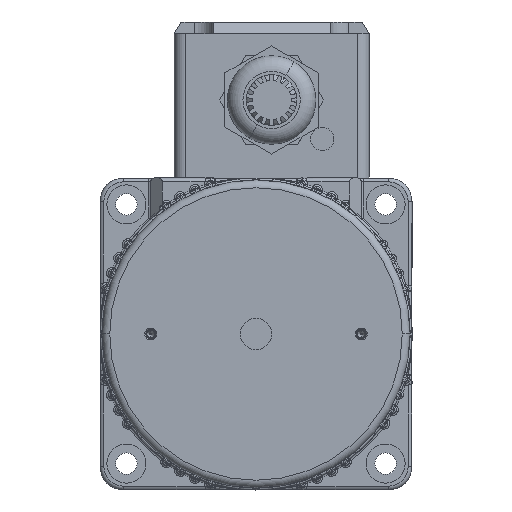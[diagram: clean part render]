
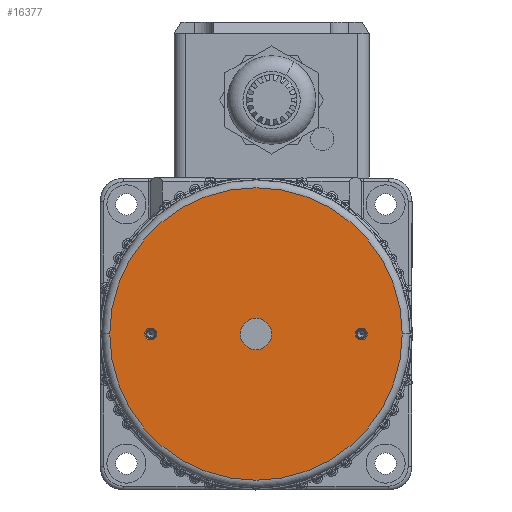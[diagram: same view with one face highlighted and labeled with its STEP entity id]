
A CAD part, front view. The second image highlights one B-rep face of the part: STEP entity #16377.
In plain terms, the highlighted face is planar.
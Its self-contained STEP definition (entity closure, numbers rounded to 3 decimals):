
#274 = CARTESIAN_POINT ( 'NONE',  ( 27., 0., 0. ) ) ;
#393 = AXIS2_PLACEMENT_3D ( 'NONE', #12056, #15014, #35547 ) ;
#599 = CARTESIAN_POINT ( 'NONE',  ( -27., 0., 0. ) ) ;
#1287 = VERTEX_POINT ( 'NONE', #23580 ) ;
#1293 = CIRCLE ( 'NONE', #31572, 1.525 ) ;
#1412 = ORIENTED_EDGE ( 'NONE', *, *, #30181, .T. ) ;
#1644 = EDGE_CURVE ( 'NONE', #18575, #1287, #2521, .T. ) ;
#1814 = DIRECTION ( 'NONE',  ( 0., 0., -1. ) ) ;
#2521 = CIRCLE ( 'NONE', #5829, 4. ) ;
#2551 = AXIS2_PLACEMENT_3D ( 'NONE', #27098, #9440, #30018 ) ;
#2613 = VERTEX_POINT ( 'NONE', #16881 ) ;
#2895 = CARTESIAN_POINT ( 'NONE',  ( -37.5, 0., 0. ) ) ;
#3227 = ORIENTED_EDGE ( 'NONE', *, *, #7836, .F. ) ;
#3251 = DIRECTION ( 'NONE',  ( 1., 0., 0. ) ) ;
#3593 = DIRECTION ( 'NONE',  ( 1., 0., 0. ) ) ;
#5054 = CIRCLE ( 'NONE', #10750, 4. ) ;
#5829 = AXIS2_PLACEMENT_3D ( 'NONE', #19482, #1814, #22423 ) ;
#6394 = EDGE_LOOP ( 'NONE', ( #14029, #3227 ) ) ;
#6770 = FACE_OUTER_BOUND ( 'NONE', #14324, .T. ) ;
#6917 = CIRCLE ( 'NONE', #2551, 37.5 ) ;
#7705 = FACE_BOUND ( 'NONE', #6394, .T. ) ;
#7836 = EDGE_CURVE ( 'NONE', #15928, #2613, #9789, .T. ) ;
#9185 = EDGE_LOOP ( 'NONE', ( #33218, #13035 ) ) ;
#9440 = DIRECTION ( 'NONE',  ( 0., 0., 1. ) ) ;
#9691 = DIRECTION ( 'NONE',  ( 0., 0., 1. ) ) ;
#9789 = CIRCLE ( 'NONE', #32685, 1.525 ) ;
#10750 = AXIS2_PLACEMENT_3D ( 'NONE', #12419, #32979, #15374 ) ;
#11035 = EDGE_CURVE ( 'NONE', #2613, #15928, #1293, .T. ) ;
#12056 = CARTESIAN_POINT ( 'NONE',  ( 0., 0., 0. ) ) ;
#12419 = CARTESIAN_POINT ( 'NONE',  ( 0., 0., 0. ) ) ;
#12558 = DIRECTION ( 'NONE',  ( 0., 0., 1. ) ) ;
#12934 = VERTEX_POINT ( 'NONE', #38054 ) ;
#13035 = ORIENTED_EDGE ( 'NONE', *, *, #1644, .T. ) ;
#13050 = CIRCLE ( 'NONE', #29177, 1.525 ) ;
#13880 = CARTESIAN_POINT ( 'NONE',  ( 37.5, 0., 0. ) ) ;
#14029 = ORIENTED_EDGE ( 'NONE', *, *, #11035, .F. ) ;
#14324 = EDGE_LOOP ( 'NONE', ( #1412, #16603 ) ) ;
#15014 = DIRECTION ( 'NONE',  ( 0., 0., 1. ) ) ;
#15374 = DIRECTION ( 'NONE',  ( -1., 0., 0. ) ) ;
#15928 = VERTEX_POINT ( 'NONE', #26888 ) ;
#16120 = DIRECTION ( 'NONE',  ( 0., 0., 1. ) ) ;
#16377 = ADVANCED_FACE ( 'NONE', ( #37124, #7705, #29341, #6770 ), #32632, .T. ) ;
#16603 = ORIENTED_EDGE ( 'NONE', *, *, #30231, .T. ) ;
#16827 = CARTESIAN_POINT ( 'NONE',  ( 4., 0., 0. ) ) ;
#16881 = CARTESIAN_POINT ( 'NONE',  ( 28.525, 0., 0. ) ) ;
#17533 = EDGE_LOOP ( 'NONE', ( #24143, #30897 ) ) ;
#18395 = AXIS2_PLACEMENT_3D ( 'NONE', #27335, #9691, #30271 ) ;
#18575 = VERTEX_POINT ( 'NONE', #16827 ) ;
#19482 = CARTESIAN_POINT ( 'NONE',  ( 0., 0., 0. ) ) ;
#19786 = CIRCLE ( 'NONE', #18395, 37.5 ) ;
#20250 = VERTEX_POINT ( 'NONE', #33621 ) ;
#20916 = DIRECTION ( 'NONE',  ( 0., 0., 1. ) ) ;
#21240 = DIRECTION ( 'NONE',  ( 0., 0., 1. ) ) ;
#22423 = DIRECTION ( 'NONE',  ( -1., 0., 0. ) ) ;
#23580 = CARTESIAN_POINT ( 'NONE',  ( -4., 0., 0. ) ) ;
#23721 = VERTEX_POINT ( 'NONE', #13880 ) ;
#24143 = ORIENTED_EDGE ( 'NONE', *, *, #36425, .F. ) ;
#25935 = AXIS2_PLACEMENT_3D ( 'NONE', #599, #21240, #3593 ) ;
#26597 = VERTEX_POINT ( 'NONE', #2895 ) ;
#26888 = CARTESIAN_POINT ( 'NONE',  ( 25.475, 0., 0. ) ) ;
#27098 = CARTESIAN_POINT ( 'NONE',  ( 0., 0., 0. ) ) ;
#27335 = CARTESIAN_POINT ( 'NONE',  ( 0., 0., 0. ) ) ;
#27341 = EDGE_CURVE ( 'NONE', #20250, #12934, #13050, .T. ) ;
#27475 = CIRCLE ( 'NONE', #25935, 1.525 ) ;
#29177 = AXIS2_PLACEMENT_3D ( 'NONE', #30157, #12558, #33128 ) ;
#29341 = FACE_BOUND ( 'NONE', #9185, .T. ) ;
#29522 = EDGE_CURVE ( 'NONE', #1287, #18575, #5054, .T. ) ;
#30018 = DIRECTION ( 'NONE',  ( 1., 0., 0. ) ) ;
#30157 = CARTESIAN_POINT ( 'NONE',  ( -27., 0., 0. ) ) ;
#30181 = EDGE_CURVE ( 'NONE', #23721, #26597, #6917, .T. ) ;
#30231 = EDGE_CURVE ( 'NONE', #26597, #23721, #19786, .T. ) ;
#30271 = DIRECTION ( 'NONE',  ( 1., 0., 0. ) ) ;
#30897 = ORIENTED_EDGE ( 'NONE', *, *, #27341, .F. ) ;
#31572 = AXIS2_PLACEMENT_3D ( 'NONE', #33693, #16120, #36629 ) ;
#32632 = PLANE ( 'NONE',  #393 ) ;
#32685 = AXIS2_PLACEMENT_3D ( 'NONE', #274, #20916, #3251 ) ;
#32979 = DIRECTION ( 'NONE',  ( 0., 0., -1. ) ) ;
#33128 = DIRECTION ( 'NONE',  ( 1., 0., 0. ) ) ;
#33218 = ORIENTED_EDGE ( 'NONE', *, *, #29522, .T. ) ;
#33621 = CARTESIAN_POINT ( 'NONE',  ( -28.525, 0., 0. ) ) ;
#33693 = CARTESIAN_POINT ( 'NONE',  ( 27., 0., 0. ) ) ;
#35547 = DIRECTION ( 'NONE',  ( 1., 0., 0. ) ) ;
#36425 = EDGE_CURVE ( 'NONE', #12934, #20250, #27475, .T. ) ;
#36629 = DIRECTION ( 'NONE',  ( 1., 0., 0. ) ) ;
#37124 = FACE_BOUND ( 'NONE', #17533, .T. ) ;
#38054 = CARTESIAN_POINT ( 'NONE',  ( -25.475, 0., 0. ) ) ;
